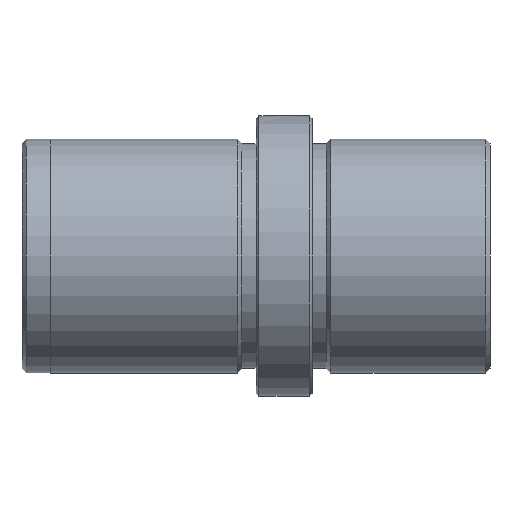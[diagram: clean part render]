
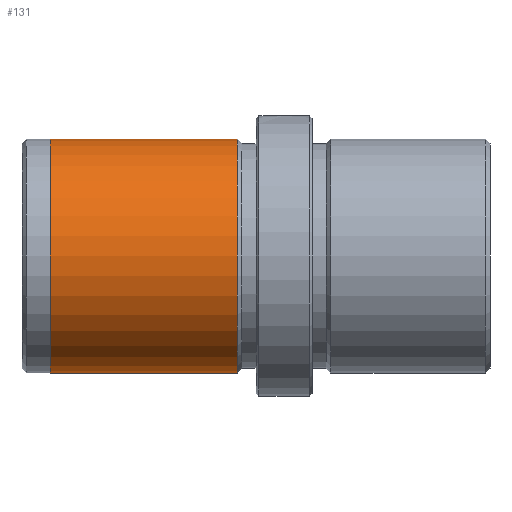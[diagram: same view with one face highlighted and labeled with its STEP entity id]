
A CAD part, left-side view. The second image highlights one B-rep face of the part: STEP entity #131.
In plain terms, the highlighted cylindrical face has radius 12.5 mm (diameter 25 mm), a partial arc.
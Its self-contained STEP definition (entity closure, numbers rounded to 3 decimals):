
#70 = LINE ( 'NONE', #228, #1396 ) ;
#110 = EDGE_CURVE ( 'NONE', #1788, #1459, #1470, .T. ) ;
#115 = ORIENTED_EDGE ( 'NONE', *, *, #1743, .F. ) ;
#126 = CIRCLE ( 'NONE', #908, 12.5 ) ;
#131 = ADVANCED_FACE ( 'NONE', ( #776 ), #987, .T. ) ;
#228 = CARTESIAN_POINT ( 'NONE',  ( 0., 0., -12.5 ) ) ;
#239 = CARTESIAN_POINT ( 'NONE',  ( 0., 47., -12.5 ) ) ;
#260 = DIRECTION ( 'NONE',  ( 0., -1., 0. ) ) ;
#284 = DIRECTION ( 'NONE',  ( 0., -1., 0. ) ) ;
#285 = VERTEX_POINT ( 'NONE', #239 ) ;
#445 = CARTESIAN_POINT ( 'NONE',  ( 0., 0., 12.5 ) ) ;
#492 = AXIS2_PLACEMENT_3D ( 'NONE', #1086, #1570, #1243 ) ;
#526 = CARTESIAN_POINT ( 'NONE',  ( 0., 27., -12.5 ) ) ;
#724 = CIRCLE ( 'NONE', #1869, 12.5 ) ;
#776 = FACE_OUTER_BOUND ( 'NONE', #1091, .T. ) ;
#883 = DIRECTION ( 'NONE',  ( 0., -1., 0. ) ) ;
#908 = AXIS2_PLACEMENT_3D ( 'NONE', #1834, #883, #1998 ) ;
#955 = ORIENTED_EDGE ( 'NONE', *, *, #964, .T. ) ;
#964 = EDGE_CURVE ( 'NONE', #285, #1668, #70, .T. ) ;
#987 = CYLINDRICAL_SURFACE ( 'NONE', #492, 12.5 ) ;
#1054 = VECTOR ( 'NONE', #284, 1000. ) ;
#1086 = CARTESIAN_POINT ( 'NONE',  ( 0., 0., 0. ) ) ;
#1091 = EDGE_LOOP ( 'NONE', ( #1223, #2042, #955, #115 ) ) ;
#1217 = CARTESIAN_POINT ( 'NONE',  ( 0., 47., 0. ) ) ;
#1223 = ORIENTED_EDGE ( 'NONE', *, *, #110, .F. ) ;
#1243 = DIRECTION ( 'NONE',  ( 0., 0., -1. ) ) ;
#1388 = DIRECTION ( 'NONE',  ( 0., 0., -1. ) ) ;
#1396 = VECTOR ( 'NONE', #1819, 1000. ) ;
#1459 = VERTEX_POINT ( 'NONE', #1493 ) ;
#1470 = LINE ( 'NONE', #445, #1054 ) ;
#1493 = CARTESIAN_POINT ( 'NONE',  ( 0., 27., 12.5 ) ) ;
#1570 = DIRECTION ( 'NONE',  ( 0., -1., 0. ) ) ;
#1668 = VERTEX_POINT ( 'NONE', #526 ) ;
#1743 = EDGE_CURVE ( 'NONE', #1459, #1668, #126, .T. ) ;
#1788 = VERTEX_POINT ( 'NONE', #1846 ) ;
#1819 = DIRECTION ( 'NONE',  ( 0., -1., 0. ) ) ;
#1820 = EDGE_CURVE ( 'NONE', #1788, #285, #724, .T. ) ;
#1834 = CARTESIAN_POINT ( 'NONE',  ( 0., 27., 0. ) ) ;
#1846 = CARTESIAN_POINT ( 'NONE',  ( 0., 47., 12.5 ) ) ;
#1869 = AXIS2_PLACEMENT_3D ( 'NONE', #1217, #260, #1388 ) ;
#1998 = DIRECTION ( 'NONE',  ( 0., 0., -1. ) ) ;
#2042 = ORIENTED_EDGE ( 'NONE', *, *, #1820, .T. ) ;
